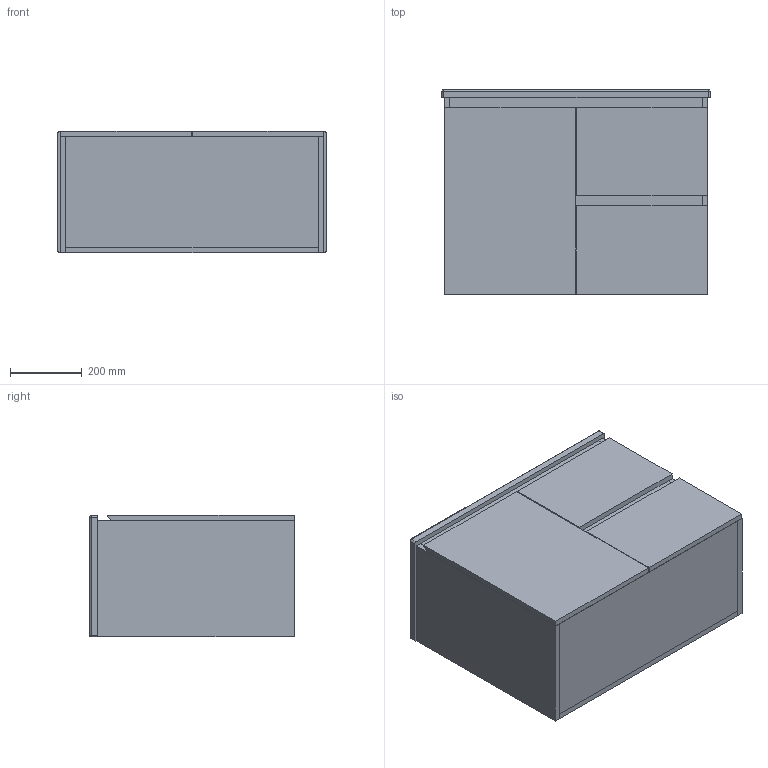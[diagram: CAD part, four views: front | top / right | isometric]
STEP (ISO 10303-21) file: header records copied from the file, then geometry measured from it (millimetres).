
FILE_DESCRIPTION (( 'STEP AP214' ), '1' );
FILE_NAME ('Ensuite Acrylic 750 WH ASSEM.STEP', '2019-03-06T02:10:57', ( '' ), ( '' ), 'SwSTEP 2.0', 'SolidWorks 2015', '' );
FILE_SCHEMA (( 'AUTOMOTIVE_DESIGN' ));
Length unit declared in the file: millimetre
Products named in the file (3): Ensuite Acrylic 750 WH ASSEM; 750 Monarco Ensuite top; Ensuite Acrylic 750 WH
Assembly tree (2 placements, depth 2):
  Ensuite Acrylic 750 WH ASSEM
    Ensuite Acrylic 750 WH
    750 Monarco Ensuite top
Bounding box: 750 x 572 x 341.1 mm (x, y, z)
Volume: 33329541.8 mm3; surface area: 4355277.9 mm2
Topology: 9 solids, 9 shells, 91 faces, 197 edges, 122 vertices
Faces by surface type: plane 67, cylinder 14, bspline 4, sphere 4, torus 2
Entity records: 3262 total; most frequent: CARTESIAN_POINT 911, DIRECTION 403, ORIENTED_EDGE 386, EDGE_CURVE 193, LINE 151, VECTOR 151, AXIS2_PLACEMENT_3D 126, VERTEX_POINT 122
